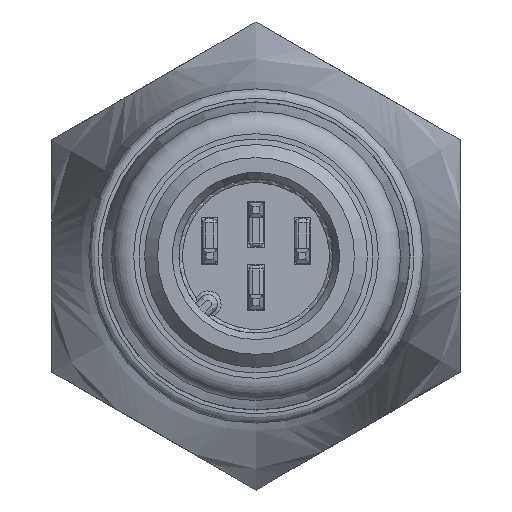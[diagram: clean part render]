
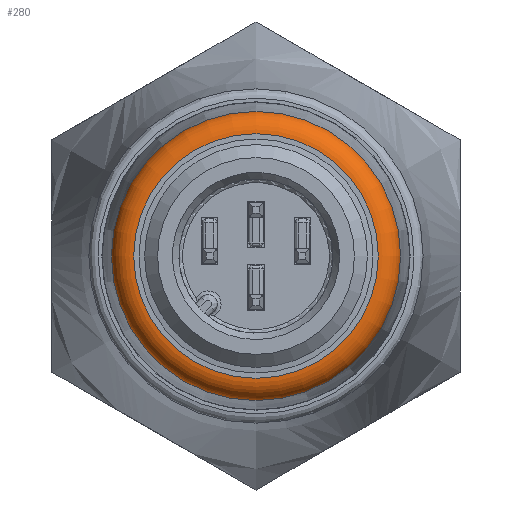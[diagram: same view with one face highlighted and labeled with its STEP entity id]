
A CAD part, front view. The second image highlights one B-rep face of the part: STEP entity #280.
In plain terms, the highlighted toroidal (fillet/blend) face has major radius 6.587 mm and minor radius 1.2 mm.
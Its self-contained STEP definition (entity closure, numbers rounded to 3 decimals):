
#280 = ADVANCED_FACE( '', ( #705, #706 ), #707, .T. );
#705 = FACE_OUTER_BOUND( '', #1307, .T. );
#706 = FACE_OUTER_BOUND( '', #1308, .T. );
#707 = TOROIDAL_SURFACE( '', #1309, 6.587, 1.2 );
#1307 = EDGE_LOOP( '', ( #2159 ) );
#1308 = EDGE_LOOP( '', ( #2160 ) );
#1309 = AXIS2_PLACEMENT_3D( '', #2161, #2162, #2163 );
#2159 = ORIENTED_EDGE( '', *, *, #3577, .F. );
#2160 = ORIENTED_EDGE( '', *, *, #3578, .F. );
#2161 = CARTESIAN_POINT( '', ( 0., -154.84, 0. ) );
#2162 = DIRECTION( '', ( 0., 1., 0. ) );
#2163 = DIRECTION( '', ( 1., 0., 0. ) );
#3577 = EDGE_CURVE( '', #4304, #4304, #4305, .T. );
#3578 = EDGE_CURVE( '', #4306, #4306, #4307, .F. );
#4304 = VERTEX_POINT( '', #5419 );
#4305 = CIRCLE( '', #5420, 7.783 );
#4306 = VERTEX_POINT( '', #5421 );
#4307 = CIRCLE( '', #5422, 6.587 );
#5419 = CARTESIAN_POINT( '', ( 0., -154.93, 7.783 ) );
#5420 = AXIS2_PLACEMENT_3D( '', #6556, #6557, #6558 );
#5421 = CARTESIAN_POINT( '', ( 6.587, -156.04, 0. ) );
#5422 = AXIS2_PLACEMENT_3D( '', #6559, #6560, #6561 );
#6556 = CARTESIAN_POINT( '', ( 0., -154.93, 0. ) );
#6557 = DIRECTION( '', ( 0., 1., 0. ) );
#6558 = DIRECTION( '', ( 0., 0., 1. ) );
#6559 = CARTESIAN_POINT( '', ( 0., -156.04, 0. ) );
#6560 = DIRECTION( '', ( 0., 1., 0. ) );
#6561 = DIRECTION( '', ( 1., 0., 0. ) );
